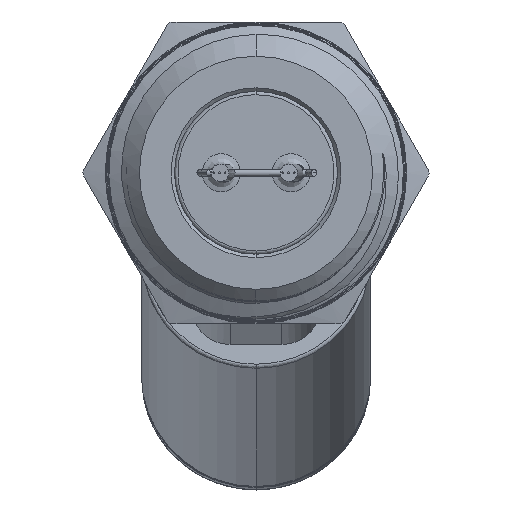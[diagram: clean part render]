
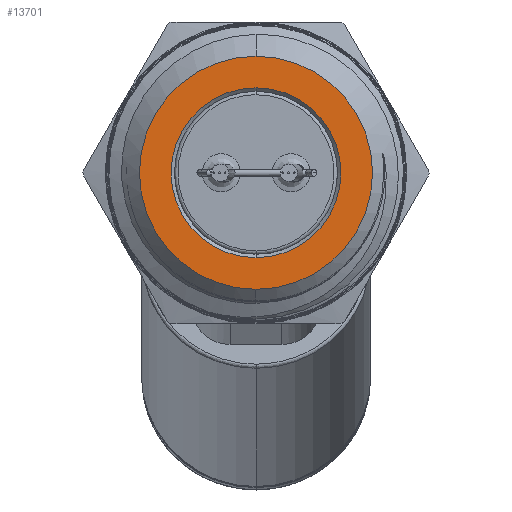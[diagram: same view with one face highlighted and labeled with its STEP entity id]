
A CAD part, front view. The second image highlights one B-rep face of the part: STEP entity #13701.
In plain terms, the highlighted planar face has unit normal (0, -1, 0).
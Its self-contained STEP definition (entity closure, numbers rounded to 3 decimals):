
#268 = EDGE_LOOP ( 'NONE', ( #6103, #1117 ) ) ;
#506 = DIRECTION ( 'NONE',  ( 0., 1., 0. ) ) ;
#790 = ORIENTED_EDGE ( 'NONE', *, *, #8955, .F. ) ;
#948 = CARTESIAN_POINT ( 'NONE',  ( 0., -12.7, 0. ) ) ;
#1101 = CARTESIAN_POINT ( 'NONE',  ( 0., -12.7, 0. ) ) ;
#1117 = ORIENTED_EDGE ( 'NONE', *, *, #10685, .T. ) ;
#1302 = VERTEX_POINT ( 'NONE', #12086 ) ;
#1389 = AXIS2_PLACEMENT_3D ( 'NONE', #1101, #18166, #12546 ) ;
#1941 = VERTEX_POINT ( 'NONE', #2531 ) ;
#2430 = EDGE_CURVE ( 'NONE', #1941, #1302, #14159, .T. ) ;
#2531 = CARTESIAN_POINT ( 'NONE',  ( 0., -12.7, -6.223 ) ) ;
#2895 = AXIS2_PLACEMENT_3D ( 'NONE', #10114, #7000, #12638 ) ;
#3589 = DIRECTION ( 'NONE',  ( 0., 0., 1. ) ) ;
#4391 = AXIS2_PLACEMENT_3D ( 'NONE', #948, #12396, #18107 ) ;
#5124 = EDGE_LOOP ( 'NONE', ( #790, #16117 ) ) ;
#5150 = AXIS2_PLACEMENT_3D ( 'NONE', #13267, #506, #3589 ) ;
#5929 = CARTESIAN_POINT ( 'NONE',  ( 0., -12.7, 8.539 ) ) ;
#6103 = ORIENTED_EDGE ( 'NONE', *, *, #2430, .T. ) ;
#7000 = DIRECTION ( 'NONE',  ( 0., 1., 0. ) ) ;
#8149 = DIRECTION ( 'NONE',  ( 0., 0., -1. ) ) ;
#8154 = CIRCLE ( 'NONE', #5150, 8.539 ) ;
#8292 = VERTEX_POINT ( 'NONE', #5929 ) ;
#8955 = EDGE_CURVE ( 'NONE', #8292, #11482, #13684, .T. ) ;
#10087 = CIRCLE ( 'NONE', #1389, 6.223 ) ;
#10114 = CARTESIAN_POINT ( 'NONE',  ( 0., -12.7, 0. ) ) ;
#10685 = EDGE_CURVE ( 'NONE', #1302, #1941, #10087, .T. ) ;
#11482 = VERTEX_POINT ( 'NONE', #15713 ) ;
#12086 = CARTESIAN_POINT ( 'NONE',  ( 0., -12.7, 6.223 ) ) ;
#12396 = DIRECTION ( 'NONE',  ( 0., 1., 0. ) ) ;
#12518 = EDGE_CURVE ( 'NONE', #11482, #8292, #8154, .T. ) ;
#12546 = DIRECTION ( 'NONE',  ( 0., 0., -1. ) ) ;
#12638 = DIRECTION ( 'NONE',  ( 0., 0., 1. ) ) ;
#12922 = PLANE ( 'NONE',  #2895 ) ;
#13267 = CARTESIAN_POINT ( 'NONE',  ( 0., -12.7, 0. ) ) ;
#13684 = CIRCLE ( 'NONE', #4391, 8.539 ) ;
#13701 = ADVANCED_FACE ( 'NONE', ( #13783, #14334 ), #12922, .F. ) ;
#13783 = FACE_BOUND ( 'NONE', #268, .T. ) ;
#14159 = CIRCLE ( 'NONE', #18041, 6.223 ) ;
#14334 = FACE_OUTER_BOUND ( 'NONE', #5124, .T. ) ;
#15713 = CARTESIAN_POINT ( 'NONE',  ( 0., -12.7, -8.539 ) ) ;
#16117 = ORIENTED_EDGE ( 'NONE', *, *, #12518, .F. ) ;
#17906 = CARTESIAN_POINT ( 'NONE',  ( 0., -12.7, 0. ) ) ;
#18041 = AXIS2_PLACEMENT_3D ( 'NONE', #17906, #18181, #8149 ) ;
#18107 = DIRECTION ( 'NONE',  ( 0., 0., 1. ) ) ;
#18166 = DIRECTION ( 'NONE',  ( 0., 1., 0. ) ) ;
#18181 = DIRECTION ( 'NONE',  ( 0., 1., 0. ) ) ;
